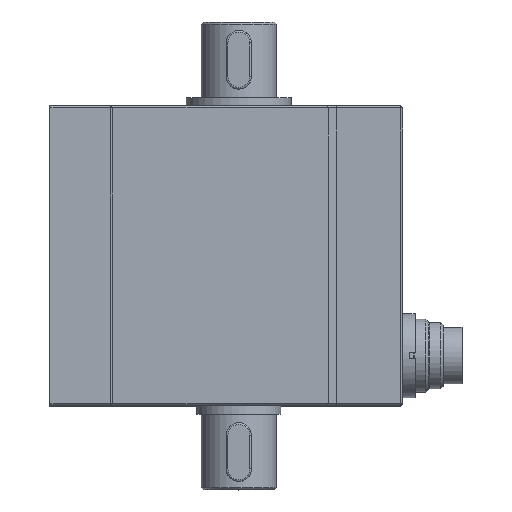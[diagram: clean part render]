
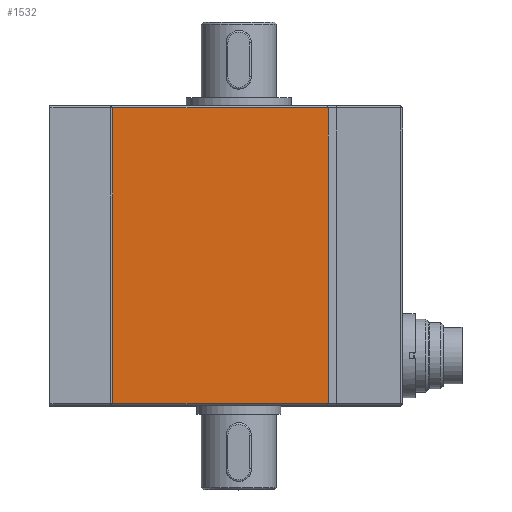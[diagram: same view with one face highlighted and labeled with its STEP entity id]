
A CAD part, top view. The second image highlights one B-rep face of the part: STEP entity #1532.
In plain terms, the highlighted face is planar.
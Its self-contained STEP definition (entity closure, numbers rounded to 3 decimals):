
#1532 = ADVANCED_FACE( '', ( #3087 ), #3088, .T. );
#3087 = FACE_OUTER_BOUND( '', #4814, .T. );
#3088 = PLANE( '', #4815 );
#4814 = EDGE_LOOP( '', ( #7483, #7484, #7485, #7486 ) );
#4815 = AXIS2_PLACEMENT_3D( '', #7487, #7488, #7489 );
#7483 = ORIENTED_EDGE( '', *, *, #9705, .T. );
#7484 = ORIENTED_EDGE( '', *, *, #9533, .T. );
#7485 = ORIENTED_EDGE( '', *, *, #9861, .T. );
#7486 = ORIENTED_EDGE( '', *, *, #9146, .T. );
#7487 = CARTESIAN_POINT( '', ( -22., 71.5, 68.3 ) );
#7488 = DIRECTION( '', ( -1., 0., 0. ) );
#7489 = DIRECTION( '', ( 0., 0., 1. ) );
#9146 = EDGE_CURVE( '', #10504, #10509, #10511, .T. );
#9533 = EDGE_CURVE( '', #10354, #11148, #11150, .T. );
#9705 = EDGE_CURVE( '', #10509, #10354, #11413, .T. );
#9861 = EDGE_CURVE( '', #11148, #10504, #11632, .T. );
#10354 = VERTEX_POINT( '', #12235 );
#10504 = VERTEX_POINT( '', #12424 );
#10509 = VERTEX_POINT( '', #12431 );
#10511 = LINE( '', #12434, #12435 );
#11148 = VERTEX_POINT( '', #13241 );
#11150 = LINE( '', #13244, #13245 );
#11413 = LINE( '', #13574, #13575 );
#11632 = LINE( '', #13868, #13869 );
#12235 = CARTESIAN_POINT( '', ( -22., 0.5, 15. ) );
#12424 = CARTESIAN_POINT( '', ( -22., 71., 66.3 ) );
#12431 = CARTESIAN_POINT( '', ( -22., 71., 15. ) );
#12434 = CARTESIAN_POINT( '', ( -22., 71., 15. ) );
#12435 = VECTOR( '', #14759, 1000. );
#13241 = CARTESIAN_POINT( '', ( -22., 0.5, 66.3 ) );
#13244 = CARTESIAN_POINT( '', ( -22., 0.5, 68.3 ) );
#13245 = VECTOR( '', #15342, 1000. );
#13574 = CARTESIAN_POINT( '', ( -22., 71.5, 15. ) );
#13575 = VECTOR( '', #15580, 1000. );
#13868 = CARTESIAN_POINT( '', ( -22., 71.5, 66.3 ) );
#13869 = VECTOR( '', #15761, 1000. );
#14759 = DIRECTION( '', ( 0., 0., -1. ) );
#15342 = DIRECTION( '', ( 0., 0., 1. ) );
#15580 = DIRECTION( '', ( 0., -1., 0. ) );
#15761 = DIRECTION( '', ( 0., 1., 0. ) );
